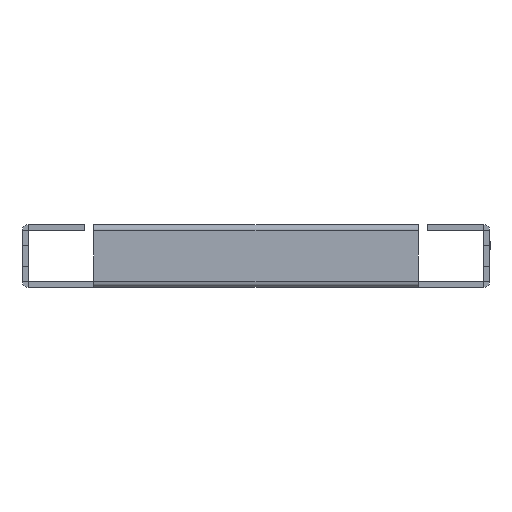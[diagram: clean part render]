
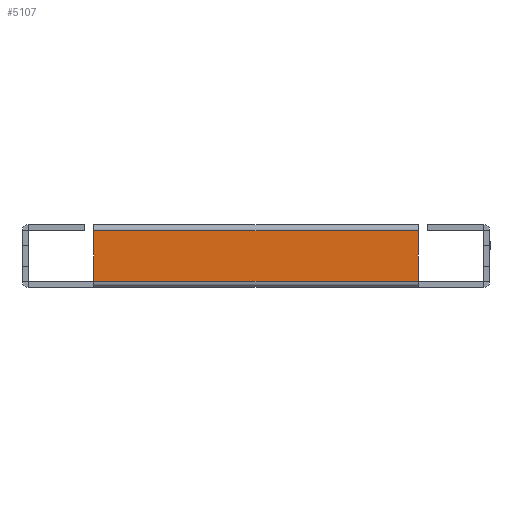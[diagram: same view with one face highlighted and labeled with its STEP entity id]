
A CAD part, left-side view. The second image highlights one B-rep face of the part: STEP entity #5107.
In plain terms, the highlighted planar face has unit normal (-1, 0, 0).
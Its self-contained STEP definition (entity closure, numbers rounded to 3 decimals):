
#1190 = CARTESIAN_POINT ( 'NONE',  ( -941.51, 64.5, 2.5 ) ) ;
#1195 = PLANE ( 'NONE',  #3106 ) ;
#1200 = DIRECTION ( 'NONE',  ( 1., 0., 0. ) ) ;
#1201 = DIRECTION ( 'NONE',  ( 0., 0., -1. ) ) ;
#1380 = FACE_OUTER_BOUND ( 'NONE', #1647, .T. ) ;
#1505 = VERTEX_POINT ( 'NONE', #4392 ) ;
#1512 = VERTEX_POINT ( 'NONE', #4399 ) ;
#1611 = VERTEX_POINT ( 'NONE', #4151 ) ;
#1647 = EDGE_LOOP ( 'NONE', ( #1979, #2026, #1932, #2050 ) ) ;
#1932 = ORIENTED_EDGE ( 'NONE', *, *, #3496, .F. ) ;
#1979 = ORIENTED_EDGE ( 'NONE', *, *, #3486, .T. ) ;
#2026 = ORIENTED_EDGE ( 'NONE', *, *, #3489, .T. ) ;
#2050 = ORIENTED_EDGE ( 'NONE', *, *, #3495, .T. ) ;
#2861 = CARTESIAN_POINT ( 'NONE',  ( -941.51, 64.5, 2.51 ) ) ;
#3106 = AXIS2_PLACEMENT_3D ( 'NONE', #1190, #1200, #1201 ) ;
#3423 = CARTESIAN_POINT ( 'NONE',  ( -941.51, -64.5, 22.49 ) ) ;
#3428 = DIRECTION ( 'NONE',  ( 0., 1., 0. ) ) ;
#3431 = CARTESIAN_POINT ( 'NONE',  ( -941.51, 64.5, 2.5 ) ) ;
#3434 = DIRECTION ( 'NONE',  ( 0., 0., -1. ) ) ;
#3445 = CARTESIAN_POINT ( 'NONE',  ( -941.51, -64.5, 2.5 ) ) ;
#3446 = DIRECTION ( 'NONE',  ( 0., 0., 1. ) ) ;
#3448 = CARTESIAN_POINT ( 'NONE',  ( -941.51, 64.5, 2.51 ) ) ;
#3449 = DIRECTION ( 'NONE',  ( 0., 1., 0. ) ) ;
#3486 = EDGE_CURVE ( 'NONE', #1505, #1611, #3698, .T. ) ;
#3489 = EDGE_CURVE ( 'NONE', #1611, #4620, #3718, .T. ) ;
#3495 = EDGE_CURVE ( 'NONE', #1512, #1505, #3735, .T. ) ;
#3496 = EDGE_CURVE ( 'NONE', #1512, #4620, #3737, .T. ) ;
#3698 = LINE ( 'NONE', #3423, #3717 ) ;
#3717 = VECTOR ( 'NONE', #3428, 1000. ) ;
#3718 = LINE ( 'NONE', #3431, #3723 ) ;
#3723 = VECTOR ( 'NONE', #3434, 1000. ) ;
#3735 = LINE ( 'NONE', #3445, #3736 ) ;
#3736 = VECTOR ( 'NONE', #3446, 1000. ) ;
#3737 = LINE ( 'NONE', #3448, #3738 ) ;
#3738 = VECTOR ( 'NONE', #3449, 1000. ) ;
#4151 = CARTESIAN_POINT ( 'NONE',  ( -941.51, 64.5, 22.49 ) ) ;
#4392 = CARTESIAN_POINT ( 'NONE',  ( -941.51, -64.5, 22.49 ) ) ;
#4399 = CARTESIAN_POINT ( 'NONE',  ( -941.51, -64.5, 2.51 ) ) ;
#4620 = VERTEX_POINT ( 'NONE', #2861 ) ;
#5107 = ADVANCED_FACE ( 'NONE', ( #1380 ), #1195, .F. ) ;
